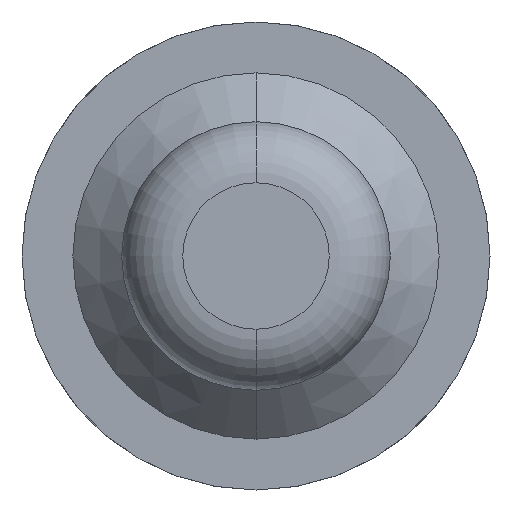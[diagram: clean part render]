
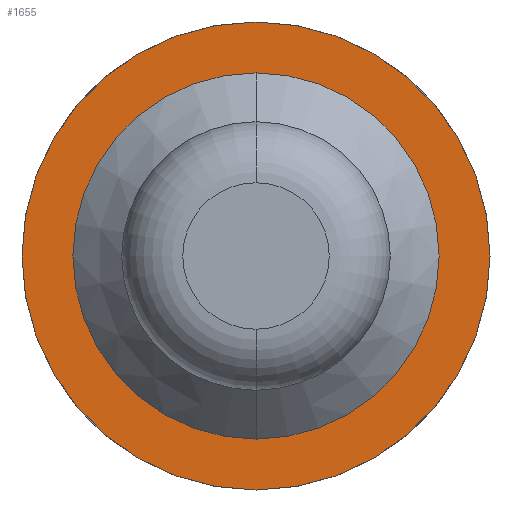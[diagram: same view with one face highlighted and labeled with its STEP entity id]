
A CAD part, front view. The second image highlights one B-rep face of the part: STEP entity #1655.
In plain terms, the highlighted planar face has unit normal (0, -1, 0).
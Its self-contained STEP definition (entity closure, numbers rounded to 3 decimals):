
#10 = AXIS2_PLACEMENT_3D ( 'NONE', #1352, #3554, #3540 ) ;
#177 = CIRCLE ( 'NONE', #1121, 0.575 ) ;
#262 = FACE_OUTER_BOUND ( 'NONE', #526, .T. ) ;
#353 = DIRECTION ( 'NONE',  ( 0., 0., -1. ) ) ;
#367 = ORIENTED_EDGE ( 'NONE', *, *, #1727, .F. ) ;
#377 = CARTESIAN_POINT ( 'NONE',  ( 0., -1.7, 0.575 ) ) ;
#379 = VERTEX_POINT ( 'NONE', #2892 ) ;
#497 = AXIS2_PLACEMENT_3D ( 'NONE', #1599, #3082, #3420 ) ;
#526 = EDGE_LOOP ( 'NONE', ( #3358, #2632 ) ) ;
#678 = PLANE ( 'NONE',  #2902 ) ;
#760 = VERTEX_POINT ( 'NONE', #377 ) ;
#853 = EDGE_CURVE ( 'Defeature ausgef�hrt3_11+Defeature ausgef�hrt3_12+Defeature ausgef�hrt3_12+Defeature ausgef�hrt3_12', #3737, #760, #2011, .T. ) ;
#1121 = AXIS2_PLACEMENT_3D ( 'NONE', #3089, #1811, #2129 ) ;
#1317 = DIRECTION ( 'NONE',  ( 0., 0., -1. ) ) ;
#1352 = CARTESIAN_POINT ( 'NONE',  ( 0., -1.7, 0. ) ) ;
#1599 = CARTESIAN_POINT ( 'NONE',  ( 0., -1.7, 0. ) ) ;
#1655 = ADVANCED_FACE ( 'Defeature ausgef�hrt3_11', ( #262, #2901 ), #678, .T. ) ;
#1725 = VERTEX_POINT ( 'NONE', #1941 ) ;
#1727 = EDGE_CURVE ( 'Defeature ausgef�hrt3_10+Defeature ausgef�hrt3_11+Defeature ausgef�hrt3_11+Defeature ausgef�hrt3_11', #1725, #379, #3549, .T. ) ;
#1811 = DIRECTION ( 'NONE',  ( 0., -1., 0. ) ) ;
#1941 = CARTESIAN_POINT ( 'NONE',  ( 0., -1.7, -0.35 ) ) ;
#2011 = CIRCLE ( 'NONE', #2401, 0.575 ) ;
#2129 = DIRECTION ( 'NONE',  ( 0., 0., -1. ) ) ;
#2198 = EDGE_CURVE ( 'Defeature ausgef�hrt3_11+Defeature ausgef�hrt3_12+Defeature ausgef�hrt3_12+Defeature ausgef�hrt3_12', #760, #3737, #177, .T. ) ;
#2401 = AXIS2_PLACEMENT_3D ( 'NONE', #2642, #3818, #1317 ) ;
#2546 = CARTESIAN_POINT ( 'NONE',  ( 0.35, -1.7, 0. ) ) ;
#2632 = ORIENTED_EDGE ( 'NONE', *, *, #2198, .T. ) ;
#2642 = CARTESIAN_POINT ( 'NONE',  ( 0., -1.7, 0. ) ) ;
#2686 = EDGE_LOOP ( 'NONE', ( #367, #3491 ) ) ;
#2851 = EDGE_CURVE ( 'Defeature ausgef�hrt3_10+Defeature ausgef�hrt3_11+Defeature ausgef�hrt3_11+Defeature ausgef�hrt3_11', #379, #1725, #3887, .T. ) ;
#2892 = CARTESIAN_POINT ( 'NONE',  ( 0., -1.7, 0.35 ) ) ;
#2901 = FACE_BOUND ( 'NONE', #2686, .T. ) ;
#2902 = AXIS2_PLACEMENT_3D ( 'NONE', #2546, #3158, #353 ) ;
#3082 = DIRECTION ( 'NONE',  ( 0., -1., 0. ) ) ;
#3089 = CARTESIAN_POINT ( 'NONE',  ( 0., -1.7, 0. ) ) ;
#3158 = DIRECTION ( 'NONE',  ( 0., -1., 0. ) ) ;
#3358 = ORIENTED_EDGE ( 'NONE', *, *, #853, .T. ) ;
#3420 = DIRECTION ( 'NONE',  ( 0., 0., -1. ) ) ;
#3491 = ORIENTED_EDGE ( 'NONE', *, *, #2851, .F. ) ;
#3540 = DIRECTION ( 'NONE',  ( 0., 0., -1. ) ) ;
#3549 = CIRCLE ( 'NONE', #10, 0.35 ) ;
#3554 = DIRECTION ( 'NONE',  ( 0., -1., 0. ) ) ;
#3737 = VERTEX_POINT ( 'NONE', #3917 ) ;
#3818 = DIRECTION ( 'NONE',  ( 0., -1., 0. ) ) ;
#3887 = CIRCLE ( 'NONE', #497, 0.35 ) ;
#3917 = CARTESIAN_POINT ( 'NONE',  ( 0., -1.7, -0.575 ) ) ;
